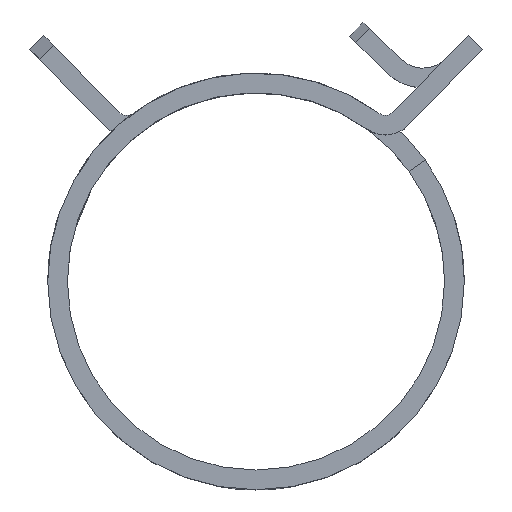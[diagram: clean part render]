
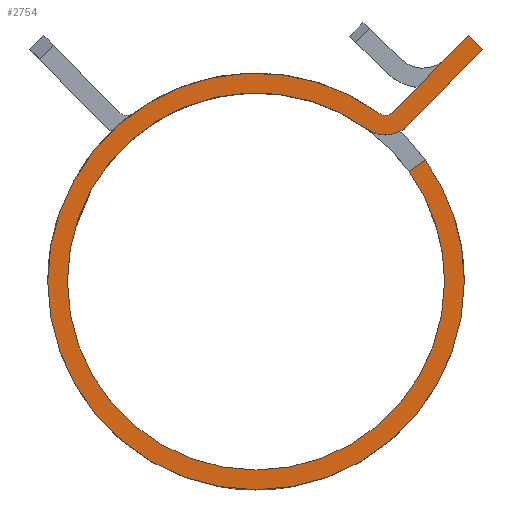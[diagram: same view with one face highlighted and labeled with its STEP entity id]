
A CAD part, top view. The second image highlights one B-rep face of the part: STEP entity #2754.
In plain terms, the highlighted planar face has unit normal (0, 0, 1).
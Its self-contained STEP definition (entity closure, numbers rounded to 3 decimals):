
#38 = CIRCLE ( 'NONE', #831, 16.25 ) ;
#58 = CARTESIAN_POINT ( 'NONE',  ( 14.566, 10.49, 6. ) ) ;
#79 = ORIENTED_EDGE ( 'NONE', *, *, #5862, .F. ) ;
#96 = CARTESIAN_POINT ( 'NONE',  ( -17.95, 0., 6. ) ) ;
#228 = EDGE_CURVE ( 'NONE', #3318, #3325, #1895, .T. ) ;
#232 = DIRECTION ( 'NONE',  ( -0.698, -0.716, 0. ) ) ;
#310 = CARTESIAN_POINT ( 'NONE',  ( -16.25, 0., 6. ) ) ;
#439 = CIRCLE ( 'NONE', #2739, 16.25 ) ;
#530 = DIRECTION ( 'NONE',  ( 0., 0., 1. ) ) ;
#576 = CARTESIAN_POINT ( 'NONE',  ( 11.152, 15.321, 6. ) ) ;
#697 = CARTESIAN_POINT ( 'NONE',  ( 19.5, 20.024, 6. ) ) ;
#727 = DIRECTION ( 'NONE',  ( 1., 0., 0. ) ) ;
#728 = LINE ( 'NONE', #3067, #1526 ) ;
#798 = VERTEX_POINT ( 'NONE', #58 ) ;
#806 = EDGE_CURVE ( 'NONE', #1000, #5210, #3358, .T. ) ;
#831 = AXIS2_PLACEMENT_3D ( 'NONE', #5167, #3747, #6067 ) ;
#946 = VERTEX_POINT ( 'NONE', #5246 ) ;
#1000 = VERTEX_POINT ( 'NONE', #3765 ) ;
#1042 = DIRECTION ( 'NONE',  ( 0., 0., -1. ) ) ;
#1108 = AXIS2_PLACEMENT_3D ( 'NONE', #3209, #1823, #3297 ) ;
#1133 = EDGE_CURVE ( 'NONE', #1484, #798, #1668, .T. ) ;
#1188 = CARTESIAN_POINT ( 'NONE',  ( 0., 0., 6. ) ) ;
#1223 = ORIENTED_EDGE ( 'NONE', *, *, #6148, .T. ) ;
#1282 = AXIS2_PLACEMENT_3D ( 'NONE', #1188, #3098, #727 ) ;
#1426 = CIRCLE ( 'NONE', #4919, 2.7 ) ;
#1440 = CARTESIAN_POINT ( 'NONE',  ( 18.282, 21.21, 6. ) ) ;
#1484 = VERTEX_POINT ( 'NONE', #3660 ) ;
#1520 = DIRECTION ( 'NONE',  ( 1., 0., 0. ) ) ;
#1526 = VECTOR ( 'NONE', #232, 1000. ) ;
#1668 = LINE ( 'NONE', #5531, #3700 ) ;
#1674 = ORIENTED_EDGE ( 'NONE', *, *, #4956, .F. ) ;
#1723 = AXIS2_PLACEMENT_3D ( 'NONE', #4397, #4367, #1520 ) ;
#1752 = ORIENTED_EDGE ( 'NONE', *, *, #5138, .T. ) ;
#1788 = DIRECTION ( 'NONE',  ( 0., 0., 1. ) ) ;
#1823 = DIRECTION ( 'NONE',  ( 0., 0., 1. ) ) ;
#1824 = CIRCLE ( 'NONE', #5305, 16.25 ) ;
#1895 = CIRCLE ( 'NONE', #1108, 17.95 ) ;
#1942 = CARTESIAN_POINT ( 'NONE',  ( 16.25, 0., 6. ) ) ;
#2137 = AXIS2_PLACEMENT_3D ( 'NONE', #2461, #530, #5324 ) ;
#2169 = VERTEX_POINT ( 'NONE', #1942 ) ;
#2198 = VECTOR ( 'NONE', #5245, 1000. ) ;
#2233 = DIRECTION ( 'NONE',  ( 1., 0., 0. ) ) ;
#2260 = CARTESIAN_POINT ( 'NONE',  ( 0., 0., 6. ) ) ;
#2361 = ORIENTED_EDGE ( 'NONE', *, *, #4525, .T. ) ;
#2461 = CARTESIAN_POINT ( 'NONE',  ( 0., 0., 6. ) ) ;
#2543 = DIRECTION ( 'NONE',  ( 1., 0., 0. ) ) ;
#2739 = AXIS2_PLACEMENT_3D ( 'NONE', #3915, #3948, #3545 ) ;
#2754 = ADVANCED_FACE ( 'NONE', ( #5857 ), #5920, .T. ) ;
#2802 = ORIENTED_EDGE ( 'NONE', *, *, #4089, .F. ) ;
#2907 = ORIENTED_EDGE ( 'NONE', *, *, #5544, .F. ) ;
#3067 = CARTESIAN_POINT ( 'NONE',  ( 18.282, 21.21, 6. ) ) ;
#3098 = DIRECTION ( 'NONE',  ( 0., 0., 1. ) ) ;
#3137 = VECTOR ( 'NONE', #3186, 1000. ) ;
#3186 = DIRECTION ( 'NONE',  ( -0.698, -0.716, 0. ) ) ;
#3195 = CARTESIAN_POINT ( 'NONE',  ( 11.152, 15.321, 6. ) ) ;
#3209 = CARTESIAN_POINT ( 'NONE',  ( 0., 0., 6. ) ) ;
#3297 = DIRECTION ( 'NONE',  ( 1., 0., 0. ) ) ;
#3318 = VERTEX_POINT ( 'NONE', #3804 ) ;
#3325 = VERTEX_POINT ( 'NONE', #96 ) ;
#3358 = LINE ( 'NONE', #1440, #2198 ) ;
#3437 = VERTEX_POINT ( 'NONE', #3932 ) ;
#3529 = DIRECTION ( 'NONE',  ( 0., 0., -1. ) ) ;
#3545 = DIRECTION ( 'NONE',  ( 1., 0., 0. ) ) ;
#3657 = CARTESIAN_POINT ( 'NONE',  ( 11.868, 14.624, 6. ) ) ;
#3660 = CARTESIAN_POINT ( 'NONE',  ( 13.187, 9.496, 6. ) ) ;
#3700 = VECTOR ( 'NONE', #4631, 1000. ) ;
#3743 = VERTEX_POINT ( 'NONE', #4895 ) ;
#3747 = DIRECTION ( 'NONE',  ( 0., 0., 1. ) ) ;
#3765 = CARTESIAN_POINT ( 'NONE',  ( 18.282, 21.21, 6. ) ) ;
#3804 = CARTESIAN_POINT ( 'NONE',  ( 10.563, 14.513, 6. ) ) ;
#3883 = ORIENTED_EDGE ( 'NONE', *, *, #4268, .F. ) ;
#3915 = CARTESIAN_POINT ( 'NONE',  ( 0., 0., 6. ) ) ;
#3932 = CARTESIAN_POINT ( 'NONE',  ( 17.95, 0., 6. ) ) ;
#3948 = DIRECTION ( 'NONE',  ( 0., 0., 1. ) ) ;
#4081 = ORIENTED_EDGE ( 'NONE', *, *, #806, .F. ) ;
#4089 = EDGE_CURVE ( 'NONE', #2169, #1484, #38, .T. ) ;
#4213 = AXIS2_PLACEMENT_3D ( 'NONE', #576, #1042, #2543 ) ;
#4268 = EDGE_CURVE ( 'NONE', #3743, #5275, #1824, .T. ) ;
#4367 = DIRECTION ( 'NONE',  ( 0., 0., 1. ) ) ;
#4397 = CARTESIAN_POINT ( 'NONE',  ( 0., 0., 6. ) ) ;
#4420 = CIRCLE ( 'NONE', #1723, 17.95 ) ;
#4525 = EDGE_CURVE ( 'NONE', #4949, #3318, #6099, .T. ) ;
#4618 = LINE ( 'NONE', #697, #3137 ) ;
#4631 = DIRECTION ( 'NONE',  ( 0.811, 0.584, 0. ) ) ;
#4864 = ORIENTED_EDGE ( 'NONE', *, *, #1133, .F. ) ;
#4895 = CARTESIAN_POINT ( 'NONE',  ( 9.563, 13.138, 6. ) ) ;
#4919 = AXIS2_PLACEMENT_3D ( 'NONE', #3195, #3529, #5911 ) ;
#4949 = VERTEX_POINT ( 'NONE', #3657 ) ;
#4954 = CARTESIAN_POINT ( 'NONE',  ( 19.5, 20.024, 6. ) ) ;
#4956 = EDGE_CURVE ( 'NONE', #5210, #946, #4618, .T. ) ;
#4977 = EDGE_CURVE ( 'NONE', #1000, #4949, #728, .T. ) ;
#5112 = CIRCLE ( 'NONE', #2137, 17.95 ) ;
#5138 = EDGE_CURVE ( 'NONE', #3325, #3437, #5112, .T. ) ;
#5167 = CARTESIAN_POINT ( 'NONE',  ( 0., 0., 6. ) ) ;
#5210 = VERTEX_POINT ( 'NONE', #4954 ) ;
#5245 = DIRECTION ( 'NONE',  ( 0.716, -0.698, 0. ) ) ;
#5246 = CARTESIAN_POINT ( 'NONE',  ( 13.086, 13.438, 6. ) ) ;
#5275 = VERTEX_POINT ( 'NONE', #310 ) ;
#5305 = AXIS2_PLACEMENT_3D ( 'NONE', #2260, #1788, #2233 ) ;
#5324 = DIRECTION ( 'NONE',  ( 1., 0., 0. ) ) ;
#5402 = ORIENTED_EDGE ( 'NONE', *, *, #228, .T. ) ;
#5531 = CARTESIAN_POINT ( 'NONE',  ( 13.187, 9.496, 6. ) ) ;
#5544 = EDGE_CURVE ( 'NONE', #946, #3743, #1426, .T. ) ;
#5741 = ORIENTED_EDGE ( 'NONE', *, *, #4977, .T. ) ;
#5857 = FACE_OUTER_BOUND ( 'NONE', #5912, .T. ) ;
#5862 = EDGE_CURVE ( 'NONE', #5275, #2169, #439, .T. ) ;
#5911 = DIRECTION ( 'NONE',  ( -1., 0., 0. ) ) ;
#5912 = EDGE_LOOP ( 'NONE', ( #5402, #1752, #1223, #4864, #2802, #79, #3883, #2907, #1674, #4081, #5741, #2361 ) ) ;
#5920 = PLANE ( 'NONE',  #1282 ) ;
#6067 = DIRECTION ( 'NONE',  ( 1., 0., 0. ) ) ;
#6099 = CIRCLE ( 'NONE', #4213, 1. ) ;
#6148 = EDGE_CURVE ( 'NONE', #3437, #798, #4420, .T. ) ;
